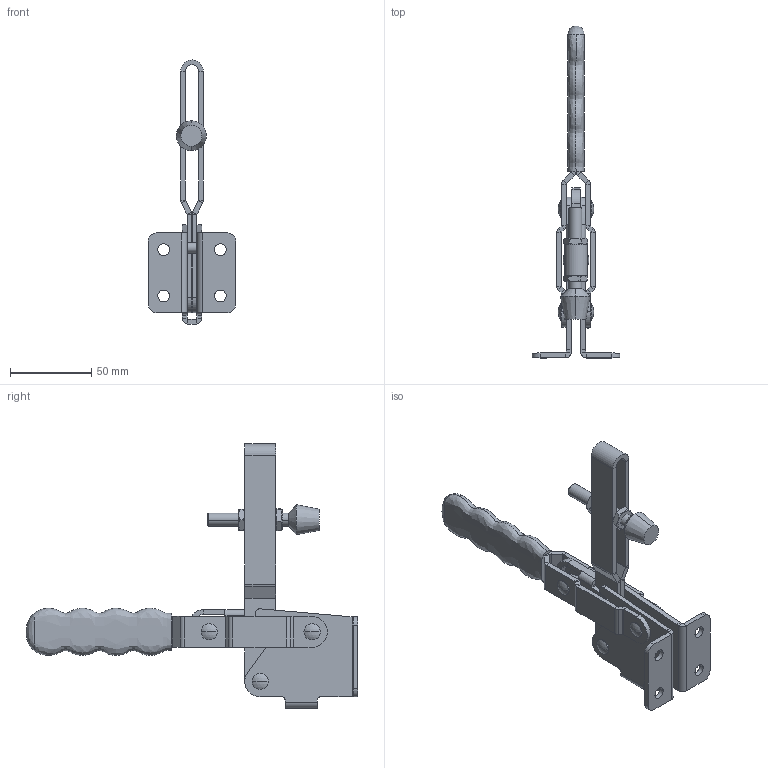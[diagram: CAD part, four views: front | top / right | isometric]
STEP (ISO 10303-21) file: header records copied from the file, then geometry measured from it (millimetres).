
FILE_DESCRIPTION (( 'STEP AP203' ), '1' );
FILE_NAME ('HS-12205装配体.STEP', '2018-12-07T01:06:50', ( 'PCOS' ), ( '微软中国' ), 'SwSTEP 2.0', 'SolidWorks 2012', '' );
FILE_SCHEMA (( 'CONFIG_CONTROL_DESIGN' ));
Length unit declared in the file: millimetre
Products named in the file (13): HS-12205蚾饜极; 酗种; 傻种; 揤參蚾饜极; hexagon head bolts-full thread gb_GB_FASTENER_BOLT_STBAB A M8X55-C; hex thin nuts-grades ab-chamfered gb_GB_FASTENER_NUT_STNAB M8-N; 揤輸; 揤參; 忒梟蚾饜极; 忒梟; 忒參; 蟀裝; 楊擘菁釱
Assembly tree (16 placements, depth 3):
  HS-12205蚾饜极
    楊擘菁釱
    蟀裝
    忒梟蚾饜极
      忒參
      忒梟  x2
    揤參
    揤參蚾饜极
      揤輸
      hex thin nuts-grades ab-chamfered gb_GB_FASTENER_NUT_STNAB M8-N  x2
      hexagon head bolts-full thread gb_GB_FASTENER_BOLT_STBAB A M8X55-C
    傻种  x2
    酗种  x2
Bounding box: 54 x 204.76 x 162.9 mm (x, y, z)
Volume: 89281.5 mm3; surface area: 69554.1 mm2
Topology: 14 solids, 14 shells, 789 faces, 1964 edges, 1240 vertices
Faces by surface type: plane 411, cylinder 191, bspline 141, cone 30, sphere 16
Entity records: 32037 total; most frequent: CARTESIAN_POINT 14583, ORIENTED_EDGE 3504, DIRECTION 2938, EDGE_CURVE 1752, VERTEX_POINT 1116, VECTOR 1076, LINE 1076, AXIS2_PLACEMENT_3D 931
